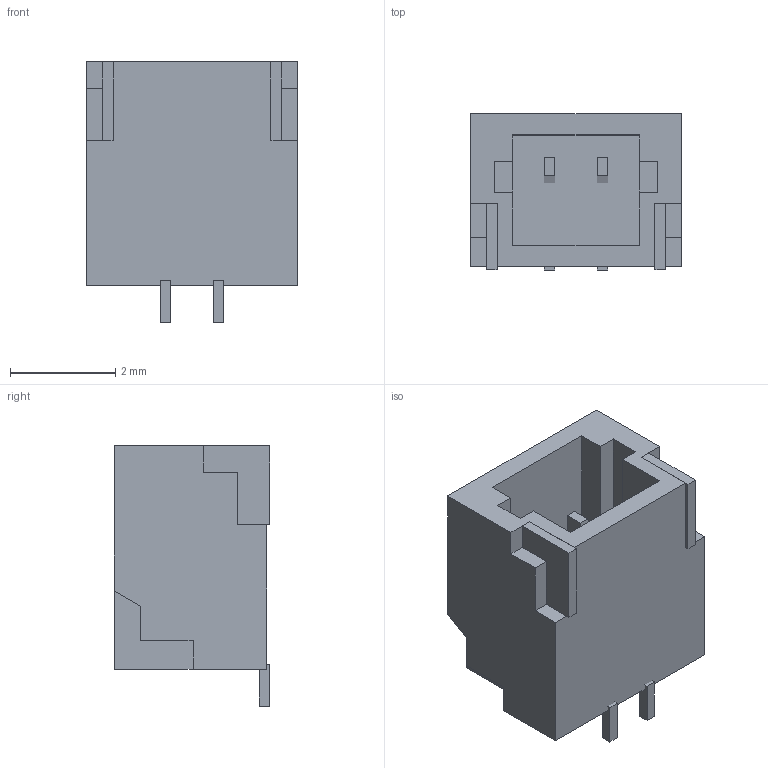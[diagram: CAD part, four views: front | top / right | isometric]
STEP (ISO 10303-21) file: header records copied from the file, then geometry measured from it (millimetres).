
FILE_DESCRIPTION (( 'STEP AP214' ), '1' );
FILE_NAME ('JST_SH_SM02B-SRSS-TB.STEP', '2021-01-14T14:16:47+00:00', 'Stefan Hamminga', '', '', '', '');
FILE_SCHEMA (( 'AUTOMOTIVE_DESIGN' ));
Length unit declared in the file: millimetre
Products named in the file (1): JST_SH_SM02B-SRSS-TB
Bounding box: 4 x 2.96 x 4.95 mm (x, y, z)
Volume: 32.1 mm3; surface area: 132.2 mm2
Topology: 5 solids, 5 shells, 83 faces, 216 edges, 144 vertices
Faces by surface type: plane 83
Entity records: 2802 total; most frequent: CARTESIAN_POINT 444, ORIENTED_EDGE 432, DIRECTION 384, VECTOR 216, LINE 216, EDGE_CURVE 216, VERTEX_POINT 144, AXIS2_PLACEMENT_3D 84
